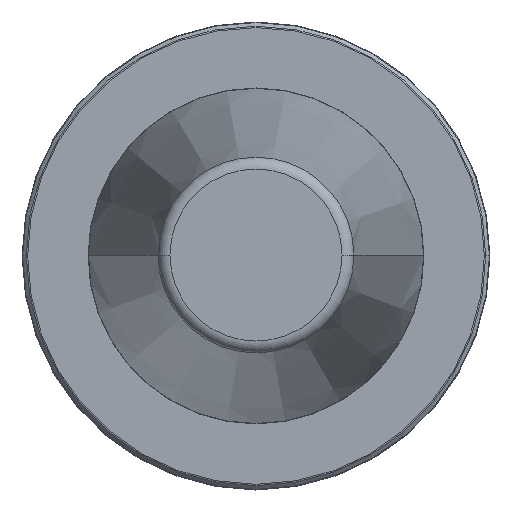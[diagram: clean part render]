
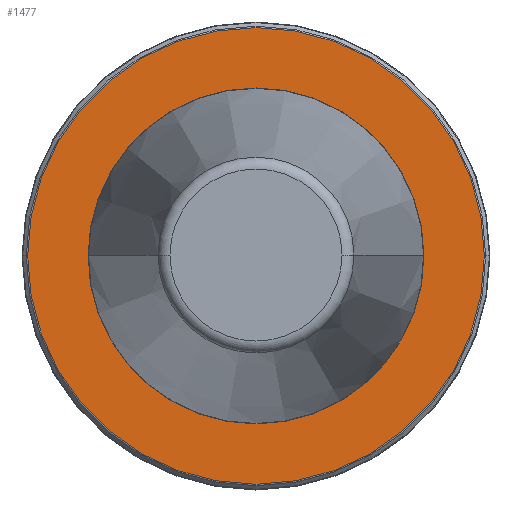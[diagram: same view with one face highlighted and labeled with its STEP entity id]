
A CAD part, top view. The second image highlights one B-rep face of the part: STEP entity #1477.
In plain terms, the highlighted planar face has unit normal (0, 0, 1).
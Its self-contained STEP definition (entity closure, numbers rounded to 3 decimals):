
#42 = CARTESIAN_POINT ( 'NONE',  ( 139.373, 111.887, 94.8 ) ) ;
#108 = AXIS2_PLACEMENT_3D ( 'NONE', #324, #443, #246 ) ;
#222 = CARTESIAN_POINT ( 'NONE',  ( 91.789, 111.887, 94.8 ) ) ;
#225 = DIRECTION ( 'NONE',  ( 0., 0., -1. ) ) ;
#246 = DIRECTION ( 'NONE',  ( 1., 0., 0. ) ) ;
#324 = CARTESIAN_POINT ( 'NONE',  ( 91.789, 111.887, 94.8 ) ) ;
#443 = DIRECTION ( 'NONE',  ( 0., 0., 1. ) ) ;
#447 = AXIS2_PLACEMENT_3D ( 'NONE', #559, #569, #2291 ) ;
#559 = CARTESIAN_POINT ( 'NONE',  ( 91.789, 111.887, 94.8 ) ) ;
#569 = DIRECTION ( 'NONE',  ( 0., 0., 1. ) ) ;
#674 = VERTEX_POINT ( 'NONE', #42 ) ;
#872 = DIRECTION ( 'NONE',  ( 1., 0., 0. ) ) ;
#952 = CIRCLE ( 'NONE', #2470, 35. ) ;
#1031 = ORIENTED_EDGE ( 'NONE', *, *, #1557, .F. ) ;
#1109 = EDGE_CURVE ( 'NONE', #1989, #674, #2551, .T. ) ;
#1136 = CARTESIAN_POINT ( 'NONE',  ( 126.789, 111.887, 94.8 ) ) ;
#1256 = DIRECTION ( 'NONE',  ( 0., 0., 1. ) ) ;
#1297 = DIRECTION ( 'NONE',  ( 1., 0., 0. ) ) ;
#1433 = EDGE_LOOP ( 'NONE', ( #1448, #1031 ) ) ;
#1448 = ORIENTED_EDGE ( 'NONE', *, *, #2278, .F. ) ;
#1467 = AXIS2_PLACEMENT_3D ( 'NONE', #222, #2179, #872 ) ;
#1477 = ADVANCED_FACE ( 'NONE', ( #2069, #2074 ), #2491, .F. ) ;
#1557 = EDGE_CURVE ( 'NONE', #2377, #2262, #1946, .T. ) ;
#1651 = CARTESIAN_POINT ( 'NONE',  ( 91.789, 111.887, 94.8 ) ) ;
#1696 = CIRCLE ( 'NONE', #108, 47.584 ) ;
#1768 = AXIS2_PLACEMENT_3D ( 'NONE', #2090, #225, #1848 ) ;
#1769 = EDGE_CURVE ( 'NONE', #674, #1989, #1696, .T. ) ;
#1838 = CARTESIAN_POINT ( 'NONE',  ( 56.789, 111.887, 94.8 ) ) ;
#1848 = DIRECTION ( 'NONE',  ( -1., 0., 0. ) ) ;
#1946 = CIRCLE ( 'NONE', #447, 35. ) ;
#1989 = VERTEX_POINT ( 'NONE', #2258 ) ;
#2069 = FACE_OUTER_BOUND ( 'NONE', #2422, .T. ) ;
#2074 = FACE_BOUND ( 'NONE', #1433, .T. ) ;
#2090 = CARTESIAN_POINT ( 'NONE',  ( 58.142, 145.534, 94.8 ) ) ;
#2179 = DIRECTION ( 'NONE',  ( 0., 0., 1. ) ) ;
#2183 = ORIENTED_EDGE ( 'NONE', *, *, #1769, .T. ) ;
#2258 = CARTESIAN_POINT ( 'NONE',  ( 44.205, 111.887, 94.8 ) ) ;
#2262 = VERTEX_POINT ( 'NONE', #1136 ) ;
#2278 = EDGE_CURVE ( 'NONE', #2262, #2377, #952, .T. ) ;
#2291 = DIRECTION ( 'NONE',  ( 1., 0., 0. ) ) ;
#2377 = VERTEX_POINT ( 'NONE', #1838 ) ;
#2422 = EDGE_LOOP ( 'NONE', ( #2183, #2517 ) ) ;
#2470 = AXIS2_PLACEMENT_3D ( 'NONE', #1651, #1256, #1297 ) ;
#2491 = PLANE ( 'NONE',  #1768 ) ;
#2517 = ORIENTED_EDGE ( 'NONE', *, *, #1109, .T. ) ;
#2551 = CIRCLE ( 'NONE', #1467, 47.584 ) ;
